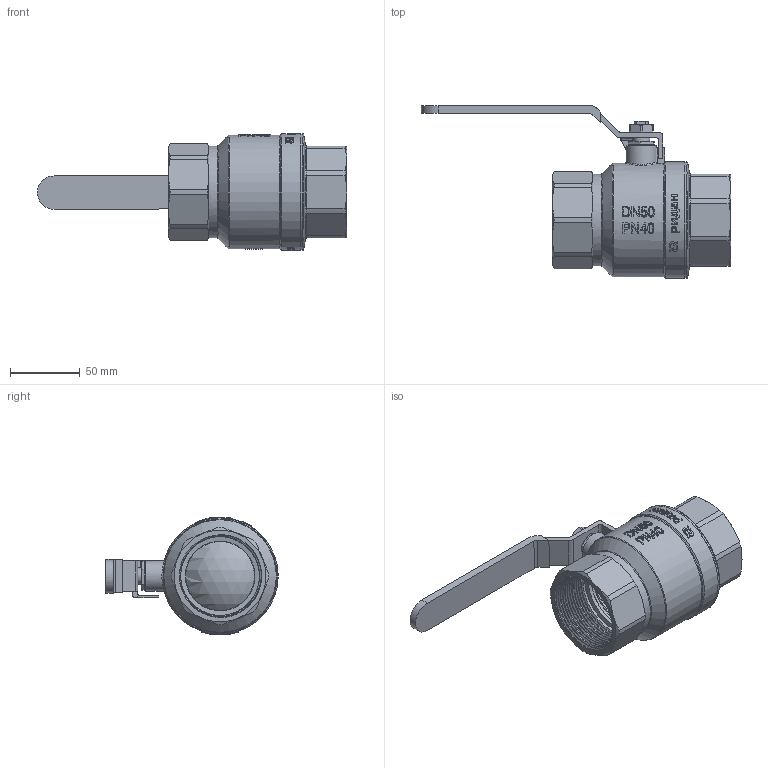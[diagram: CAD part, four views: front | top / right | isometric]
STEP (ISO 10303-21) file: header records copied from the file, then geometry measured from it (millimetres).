
FILE_DESCRIPTION(/* description */ (''),/* implementation_level */ '2;1');
FILE_NAME(/* name */ '065B8312R RD DN50 Ball Valve.stp',/* time_stamp */ '2023-05-19T13:46:31+08:00',/* author */ ('ywy96'),/* organization */ (''),/* preprocessor_version */ 'ST-DEVELOPER v18.1',/* originating_system */ 'Autodesk Inventor 2022',/* authorisation */ '');
FILE_SCHEMA (('AUTOMOTIVE_DESIGN { 1 0 10303 214 3 1 1 }'));
Length unit declared in the file: millimetre
Products named in the file (12): DN40 内螺纹球阀; G2内螺纹阀体; G2“内螺纹八角阀座; G1 1/2"&G2"; G1 1/2"&G2"_1; DN40 DN50填料; G2“不锈钢三通阀球; Ø60×5; G1 1/2阀杆; G1 1/2"&G2"压帽; M10; Oring 10.8×2.4
Assembly tree (12 placements, depth 2):
  DN40 内螺纹球阀
    G2内螺纹阀体
    G2“内螺纹八角阀座
    G1 1/2"&G2"
    G1 1/2"&G2"_1
    DN40 DN50填料
    G2“不锈钢三通阀球
    Ø60×5  x2
    G1 1/2阀杆
    G1 1/2"&G2"压帽
    M10
    Oring 10.8×2.4
Bounding box: 222.15 x 123.9 x 84.6 mm (x, y, z)
Volume: 189666.2 mm3; surface area: 166726.8 mm2
Topology: 14 solids, 14 shells, 1091 faces, 2883 edges, 1900 vertices
Faces by surface type: plane 515, bspline 303, cylinder 177, cone 70, torus 24, sphere 2
Full cylindrical faces by diameter (mm): 9 x1, 10.9 x1, 12 x2, 12.1 x2, 14 x1, 14.1 x1, 16 x2, 16.4 x1, 16.5 x5, 18 x2, 22 x1, 24.75 x2, 49.5 x1, 50 x2, 50.5 x2, 53.5 x1, 56.656 x22, 60 x4, 66 x1, 71 x1, 76.5 x13, 78 x12, 78.5 x1, 81.5 x1, 83.55 x1, 83.6 x1
Entity records: 54420 total; most frequent: CARTESIAN_POINT 28176, ORIENTED_EDGE 5728, DIRECTION 4104, EDGE_CURVE 2864, VERTEX_POINT 1890, LINE 1464, VECTOR 1464, AXIS2_PLACEMENT_3D 1320
